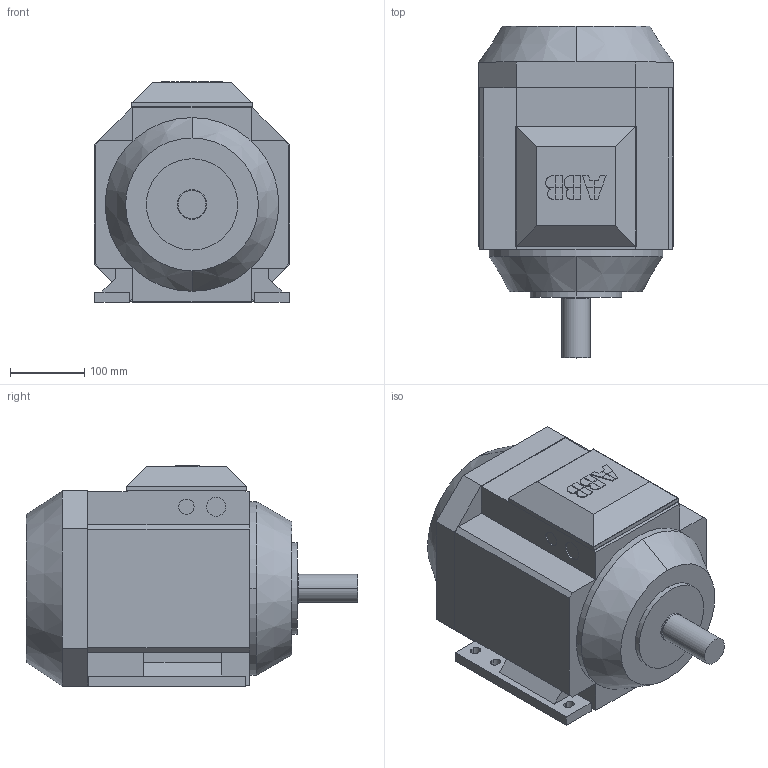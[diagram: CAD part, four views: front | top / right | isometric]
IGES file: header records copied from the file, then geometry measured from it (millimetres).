
Global section: file name: No Iges File Name specified; native system: Autodesk Inventor 2010; preprocessor: AutoDesk Inventor Iges Exporter R2010; author: esu00058; date: 20100303.092046; units: millimetre
Bounding box: 263 x 447 x 297.5 mm (x, y, z)
Volume: 20449526.8 mm3; surface area: 499962 mm2
Topology: 1 solids, 1 shells, 191 faces, 488 edges, 322 vertices
Faces by surface type: plane 128, bspline 37, revolution 14, cylinder 8, cone 4
